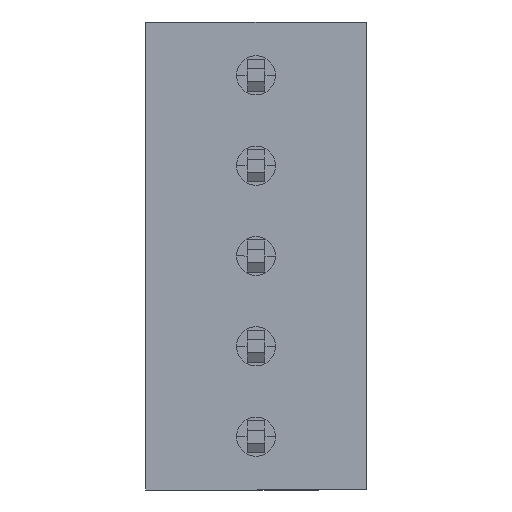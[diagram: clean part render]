
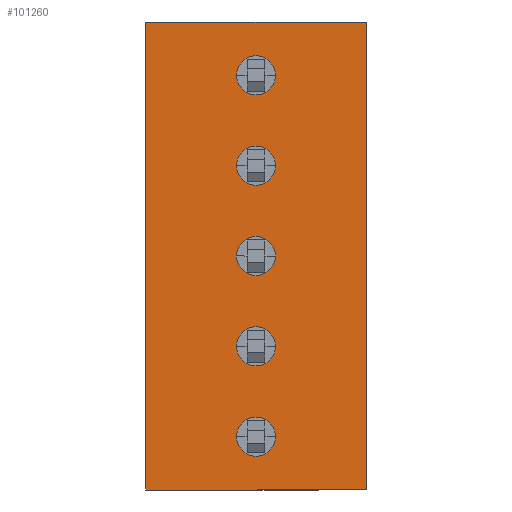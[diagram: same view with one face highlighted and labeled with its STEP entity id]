
A CAD part, front view. The second image highlights one B-rep face of the part: STEP entity #101260.
In plain terms, the highlighted planar face has unit normal (0, -1, 0).
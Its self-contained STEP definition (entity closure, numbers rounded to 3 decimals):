
#3190=CARTESIAN_POINT('',(-74.37,6.451
   ,-4.04));
#3200=DIRECTION('',(1.,0.,
   0.));
#3210=VECTOR('',#3200,1.);
#3220=LINE('',#3190,#3210);
#3230=CARTESIAN_POINT('',(-24.323,6.451
   ,-4.04));
#3240=VERTEX_POINT('',#3230);
#3250=CARTESIAN_POINT('',(-18.123,6.451
   ,-4.04));
#3260=VERTEX_POINT('',#3250);
#3270=EDGE_CURVE('',#3240,#3260,#3220,.T.);
#27840=CARTESIAN_POINT('',(-21.773,
   6.451,0.));
#27850=VERTEX_POINT('',#27840);
#27930=CARTESIAN_POINT('',(-20.673,
   6.451,0.));
#27940=VERTEX_POINT('',#27930);
#27970=CARTESIAN_POINT('',(-21.223,
   6.451,0.));
#27980=DIRECTION('',(0.,-1.,
   0.));
#27990=DIRECTION('',(1.,0.,
   0.));
#28000=AXIS2_PLACEMENT_3D('',#27970,#27980,#27990);
#28010=CIRCLE('',#28000,0.55);
#28020=EDGE_CURVE('',#27850,#27940,#28010,.T.);
#29200=CARTESIAN_POINT('',(-18.123,
   6.451,10.08));
#29210=DIRECTION('',(0.,0.,
   -1.));
#29220=VECTOR('',#29210,1.);
#29230=LINE('',#29200,#29220);
#29240=CARTESIAN_POINT('',(-18.123,
   6.451,9.12));
#29250=VERTEX_POINT('',#29240);
#29260=EDGE_CURVE('',#29250,#3260,#29230,.T.);
#33000=CARTESIAN_POINT('',(-20.673,
   6.451,-2.54));
#33010=VERTEX_POINT('',#33000);
#33040=CARTESIAN_POINT('',(-21.223,
   6.451,-2.54));
#33050=DIRECTION('',(0.,-1.,
   0.));
#33060=DIRECTION('',(1.,0.,
   0.));
#33070=AXIS2_PLACEMENT_3D('',#33040,#33050,#33060);
#33080=CIRCLE('',#33070,0.55);
#33090=CARTESIAN_POINT('',(-21.773,
   6.451,-2.54));
#33100=VERTEX_POINT('',#33090);
#33110=EDGE_CURVE('',#33100,#33010,#33080,.T.);
#36590=CARTESIAN_POINT('',(-20.673,
   6.451,2.54));
#36600=VERTEX_POINT('',#36590);
#36630=CARTESIAN_POINT('',(-21.223,
   6.451,2.54));
#36640=DIRECTION('',(0.,-1.,
   0.));
#36650=DIRECTION('',(1.,0.,
   0.));
#36660=AXIS2_PLACEMENT_3D('',#36630,#36640,#36650);
#36670=CIRCLE('',#36660,0.55);
#36680=CARTESIAN_POINT('',(-21.773,
   6.451,2.54));
#36690=VERTEX_POINT('',#36680);
#36700=EDGE_CURVE('',#36690,#36600,#36670,.T.);
#57200=CARTESIAN_POINT('',(-24.323,
   6.451,9.12));
#57210=VERTEX_POINT('',#57200);
#57240=CARTESIAN_POINT('',(-24.323,
   6.451,10.08));
#57250=DIRECTION('',(0.,0.,
   1.));
#57260=VECTOR('',#57250,1.);
#57270=LINE('',#57240,#57260);
#57280=EDGE_CURVE('',#3240,#57210,#57270,.T.);
#74250=CARTESIAN_POINT('',(-74.37,
   6.451,9.12));
#74260=DIRECTION('',(1.,0.,
   0.));
#74270=VECTOR('',#74260,1.);
#74280=LINE('',#74250,#74270);
#74290=EDGE_CURVE('',#57210,#29250,#74280,.T.);
#96560=CARTESIAN_POINT('',(-20.673,
   6.451,7.62));
#96570=VERTEX_POINT('',#96560);
#96750=CARTESIAN_POINT('',(-21.773,
   6.451,7.62));
#96760=VERTEX_POINT('',#96750);
#96790=CARTESIAN_POINT('',(-21.223,
   6.451,7.62));
#96800=DIRECTION('',(0.,-1.,
   0.));
#96810=DIRECTION('',(1.,0.,
   0.));
#96820=AXIS2_PLACEMENT_3D('',#96790,#96800,#96810);
#96830=CIRCLE('',#96820,0.55);
#96840=EDGE_CURVE('',#96570,#96760,#96830,.T.);
#100800=CARTESIAN_POINT('',(-23.763,
   6.451,7.62));
#100810=DIRECTION('',(0.,-1.,
   0.));
#100820=DIRECTION('',(-1.,0.,
   0.));
#100830=AXIS2_PLACEMENT_3D('',#100800,#100810,#100820);
#100840=PLANE('',#100830);
#100850=EDGE_CURVE('',#96760,#96570,#96830,.T.);
#100860=ORIENTED_EDGE('',*,*,#100850,.F.);
#100870=ORIENTED_EDGE('',*,*,#96840,.F.);
#100880=EDGE_LOOP('',(#100870,#100860));
#100890=FACE_BOUND('',#100880,.T.);
#100900=ORIENTED_EDGE('',*,*,#3270,.T.);
#100910=ORIENTED_EDGE('',*,*,#57280,.F.);
#100920=ORIENTED_EDGE('',*,*,#74290,.F.);
#100930=ORIENTED_EDGE('',*,*,#29260,.F.);
#100940=EDGE_LOOP('',(#100930,#100920,#100910,#100900));
#100950=FACE_OUTER_BOUND('',#100940,.T.);
#100960=ORIENTED_EDGE('',*,*,#33110,.F.);
#100970=EDGE_CURVE('',#33010,#33100,#33080,.T.);
#100980=ORIENTED_EDGE('',*,*,#100970,.F.);
#100990=EDGE_LOOP('',(#100980,#100960));
#101000=FACE_BOUND('',#100990,.T.);
#101010=EDGE_CURVE('',#27940,#27850,#28010,.T.);
#101020=ORIENTED_EDGE('',*,*,#101010,.F.);
#101030=ORIENTED_EDGE('',*,*,#28020,.F.);
#101040=EDGE_LOOP('',(#101030,#101020));
#101050=FACE_BOUND('',#101040,.T.);
#101060=ORIENTED_EDGE('',*,*,#36700,.F.);
#101070=EDGE_CURVE('',#36600,#36690,#36670,.T.);
#101080=ORIENTED_EDGE('',*,*,#101070,.F.);
#101090=EDGE_LOOP('',(#101080,#101060));
#101100=FACE_BOUND('',#101090,.T.);
#101110=CARTESIAN_POINT('',(-21.223,
   6.451,5.08));
#101120=DIRECTION('',(0.,-1.,
   0.));
#101130=DIRECTION('',(1.,0.,
   0.));
#101140=AXIS2_PLACEMENT_3D('',#101110,#101120,#101130);
#101150=CIRCLE('',#101140,0.55);
#101160=CARTESIAN_POINT('',(-21.773,
   6.451,5.08));
#101170=VERTEX_POINT('',#101160);
#101180=CARTESIAN_POINT('',(-20.673,
   6.451,5.08));
#101190=VERTEX_POINT('',#101180);
#101200=EDGE_CURVE('',#101170,#101190,#101150,.T.);
#101210=ORIENTED_EDGE('',*,*,#101200,.F.);
#101220=EDGE_CURVE('',#101190,#101170,#101150,.T.);
#101230=ORIENTED_EDGE('',*,*,#101220,.F.);
#101240=EDGE_LOOP('',(#101230,#101210));
#101250=FACE_BOUND('',#101240,.T.);
#101260=ADVANCED_FACE('',(#100890,#100950,#101000,#101050,#101100,
   #101250),#100840,.T.);
